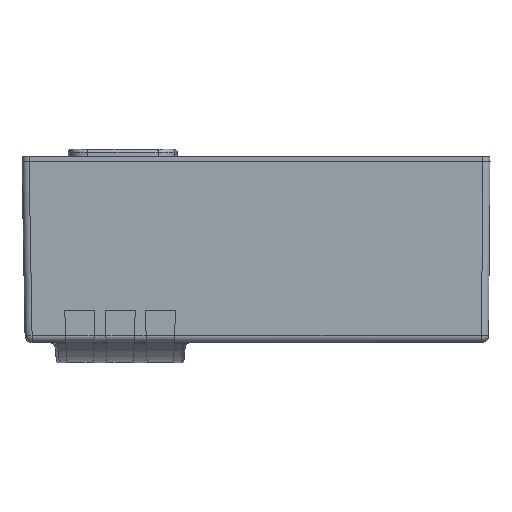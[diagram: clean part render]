
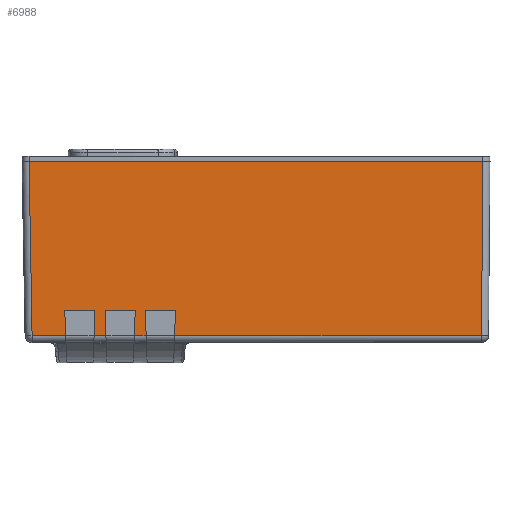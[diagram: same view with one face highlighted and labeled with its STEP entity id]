
A CAD part, top view. The second image highlights one B-rep face of the part: STEP entity #6988.
In plain terms, the highlighted planar face has unit normal (0, -0.018, 1).
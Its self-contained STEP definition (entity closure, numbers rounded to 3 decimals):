
#64=DIRECTION('',(1.,0.,0.));
#65=VECTOR('',#64,3.336);
#66=CARTESIAN_POINT('',(-22.248,0.688,8.698));
#67=LINE('',#66,#65);
#72=DIRECTION('',(-0.017,1.,0.017));
#73=VECTOR('',#72,17.317);
#74=CARTESIAN_POINT('',(-22.248,0.688,8.698));
#75=LINE('',#74,#73);
#76=DIRECTION('',(-0.009,-1.,-0.017));
#77=VECTOR('',#76,17.316);
#78=CARTESIAN_POINT('',(22.55,18.,9.));
#79=LINE('',#78,#77);
#80=DIRECTION('',(0.035,-0.999,-0.017));
#81=VECTOR('',#80,2.514);
#82=CARTESIAN_POINT('',(-11.,3.2,8.742));
#83=LINE('',#82,#81);
#84=DIRECTION('',(0.035,-0.999,-0.017));
#85=VECTOR('',#84,2.514);
#86=CARTESIAN_POINT('',(-15.,3.2,8.742));
#87=LINE('',#86,#85);
#88=DIRECTION('',(0.035,-0.999,-0.017));
#89=VECTOR('',#88,2.514);
#90=CARTESIAN_POINT('',(-19.,3.2,8.742));
#91=LINE('',#90,#89);
#152=DIRECTION('',(-1.,0.,0.));
#153=VECTOR('',#152,45.1);
#154=CARTESIAN_POINT('',(22.55,18.,9.));
#155=LINE('',#154,#153);
#377=DIRECTION('',(1.,0.,0.));
#378=VECTOR('',#377,3.);
#379=CARTESIAN_POINT('',(-19.,3.2,8.742));
#380=LINE('',#379,#378);
#416=DIRECTION('',(-0.035,-0.999,-0.017));
#417=VECTOR('',#416,2.514);
#418=CARTESIAN_POINT('',(-16.,3.2,8.742));
#419=LINE('',#418,#417);
#511=DIRECTION('',(1.,0.,0.));
#512=VECTOR('',#511,1.175);
#513=CARTESIAN_POINT('',(-16.088,0.688,8.698));
#514=LINE('',#513,#512);
#653=DIRECTION('',(1.,0.,0.));
#654=VECTOR('',#653,3.);
#655=CARTESIAN_POINT('',(-15.,3.2,8.742));
#656=LINE('',#655,#654);
#692=DIRECTION('',(-0.035,-0.999,-0.017));
#693=VECTOR('',#692,2.514);
#694=CARTESIAN_POINT('',(-12.,3.2,8.742));
#695=LINE('',#694,#693);
#783=DIRECTION('',(1.,0.,0.));
#784=VECTOR('',#783,1.175);
#785=CARTESIAN_POINT('',(-12.088,0.688,8.698));
#786=LINE('',#785,#784);
#925=DIRECTION('',(1.,0.,0.));
#926=VECTOR('',#925,3.);
#927=CARTESIAN_POINT('',(-11.,3.2,8.742));
#928=LINE('',#927,#926);
#964=DIRECTION('',(-0.035,-0.999,-0.017));
#965=VECTOR('',#964,2.514);
#966=CARTESIAN_POINT('',(-8.,3.2,8.742));
#967=LINE('',#966,#965);
#1055=DIRECTION('',(1.,0.,0.));
#1056=VECTOR('',#1055,30.487);
#1057=CARTESIAN_POINT('',(-8.088,0.688,
8.698));
#1058=LINE('',#1057,#1056);
#5820=CARTESIAN_POINT('',(-22.248,0.688,
8.698));
#5821=CARTESIAN_POINT('',(-18.912,0.688,
8.698));
#5822=VERTEX_POINT('',#5820);
#5823=VERTEX_POINT('',#5821);
#5824=CARTESIAN_POINT('',(-22.55,18.,9.));
#5825=VERTEX_POINT('',#5824);
#5826=CARTESIAN_POINT('',(22.55,18.,9.));
#5827=VERTEX_POINT('',#5826);
#5828=CARTESIAN_POINT('',(22.399,0.688,8.698));
#5829=VERTEX_POINT('',#5828);
#5830=CARTESIAN_POINT('',(-8.088,0.688,
8.698));
#5831=VERTEX_POINT('',#5830);
#5832=CARTESIAN_POINT('',(-8.,3.2,8.742));
#5833=VERTEX_POINT('',#5832);
#5834=CARTESIAN_POINT('',(-11.,3.2,8.742));
#5835=VERTEX_POINT('',#5834);
#5836=CARTESIAN_POINT('',(-10.912,0.688,
8.698));
#5837=VERTEX_POINT('',#5836);
#5838=CARTESIAN_POINT('',(-12.088,0.688,
8.698));
#5839=VERTEX_POINT('',#5838);
#5840=CARTESIAN_POINT('',(-12.,3.2,8.742));
#5841=VERTEX_POINT('',#5840);
#5842=CARTESIAN_POINT('',(-15.,3.2,8.742));
#5843=VERTEX_POINT('',#5842);
#5844=CARTESIAN_POINT('',(-14.912,0.688,
8.698));
#5845=VERTEX_POINT('',#5844);
#5846=CARTESIAN_POINT('',(-16.088,0.688,
8.698));
#5847=VERTEX_POINT('',#5846);
#5848=CARTESIAN_POINT('',(-16.,3.2,8.742));
#5849=VERTEX_POINT('',#5848);
#5850=CARTESIAN_POINT('',(-19.,3.2,8.742));
#5851=VERTEX_POINT('',#5850);
#6950=CARTESIAN_POINT('',(-24.895,18.,9.));
#6951=DIRECTION('',(0.,-0.017,1.));
#6952=DIRECTION('',(1.,0.,0.));
#6953=AXIS2_PLACEMENT_3D('',#6950,#6951,#6952);
#6954=PLANE('',#6953);
#6955=ORIENTED_EDGE('',*,*,#6933,.F.);
#6957=ORIENTED_EDGE('',*,*,#6956,.T.);
#6959=ORIENTED_EDGE('',*,*,#6958,.F.);
#6961=ORIENTED_EDGE('',*,*,#6960,.T.);
#6963=ORIENTED_EDGE('',*,*,#6962,.F.);
#6965=ORIENTED_EDGE('',*,*,#6964,.F.);
#6967=ORIENTED_EDGE('',*,*,#6966,.F.);
#6969=ORIENTED_EDGE('',*,*,#6968,.T.);
#6971=ORIENTED_EDGE('',*,*,#6970,.F.);
#6973=ORIENTED_EDGE('',*,*,#6972,.F.);
#6975=ORIENTED_EDGE('',*,*,#6974,.F.);
#6977=ORIENTED_EDGE('',*,*,#6976,.T.);
#6979=ORIENTED_EDGE('',*,*,#6978,.F.);
#6981=ORIENTED_EDGE('',*,*,#6980,.F.);
#6983=ORIENTED_EDGE('',*,*,#6982,.F.);
#6985=ORIENTED_EDGE('',*,*,#6984,.T.);
#6986=EDGE_LOOP('',(#6955,#6957,#6959,#6961,#6963,#6965,#6967,#6969,#6971,#6973,
#6975,#6977,#6979,#6981,#6983,#6985));
#6987=FACE_OUTER_BOUND('',#6986,.F.);
#6988=ADVANCED_FACE('',(#6987),#6954,.T.);
#6933=EDGE_CURVE('',#5822,#5823,#67,.T.);
#6956=EDGE_CURVE('',#5822,#5825,#75,.T.);
#6958=EDGE_CURVE('',#5827,#5825,#155,.T.);
#6960=EDGE_CURVE('',#5827,#5829,#79,.T.);
#6962=EDGE_CURVE('',#5831,#5829,#1058,.T.);
#6964=EDGE_CURVE('',#5833,#5831,#967,.T.);
#6966=EDGE_CURVE('',#5835,#5833,#928,.T.);
#6968=EDGE_CURVE('',#5835,#5837,#83,.T.);
#6970=EDGE_CURVE('',#5839,#5837,#786,.T.);
#6972=EDGE_CURVE('',#5841,#5839,#695,.T.);
#6974=EDGE_CURVE('',#5843,#5841,#656,.T.);
#6976=EDGE_CURVE('',#5843,#5845,#87,.T.);
#6978=EDGE_CURVE('',#5847,#5845,#514,.T.);
#6980=EDGE_CURVE('',#5849,#5847,#419,.T.);
#6982=EDGE_CURVE('',#5851,#5849,#380,.T.);
#6984=EDGE_CURVE('',#5851,#5823,#91,.T.);
